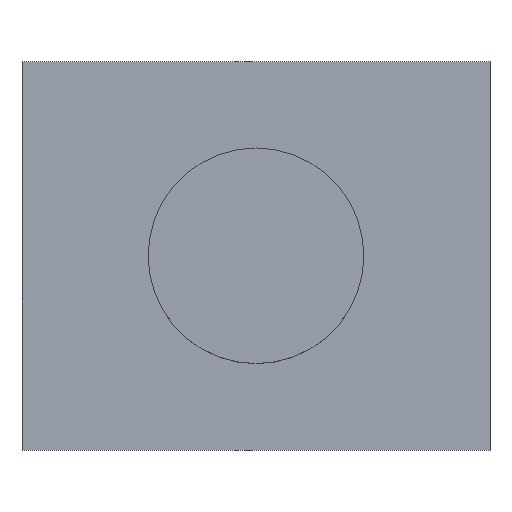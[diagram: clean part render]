
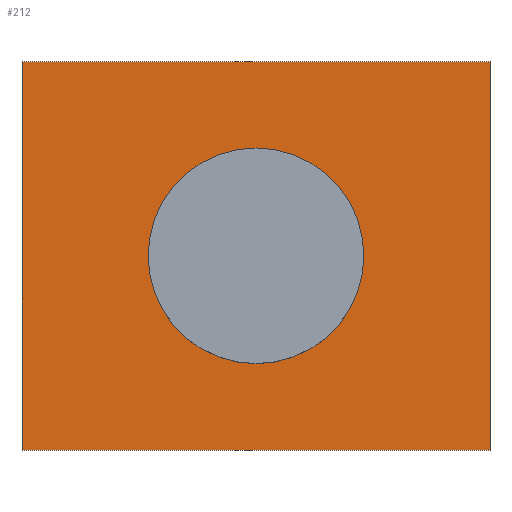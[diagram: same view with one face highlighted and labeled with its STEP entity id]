
A CAD part, top view. The second image highlights one B-rep face of the part: STEP entity #212.
In plain terms, the highlighted planar face has unit normal (0, 0, 1).
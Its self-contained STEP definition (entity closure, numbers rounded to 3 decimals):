
#88=LINE('',#1130,#150);
#93=LINE('',#1157,#155);
#94=LINE('',#1159,#156);
#95=LINE('',#1161,#157);
#150=VECTOR('',#901,1.);
#155=VECTOR('',#932,1.);
#156=VECTOR('',#933,1.);
#157=VECTOR('',#934,1.);
#212=ADVANCED_FACE('',(#286,#287),#255,.F.);
#255=PLANE('',#815);
#286=FACE_BOUND('',#324,.T.);
#287=FACE_BOUND('',#325,.T.);
#324=EDGE_LOOP('',(#411,#412,#413,#414));
#325=EDGE_LOOP('',(#415));
#411=ORIENTED_EDGE('',*,*,#662,.T.);
#412=ORIENTED_EDGE('',*,*,#663,.F.);
#413=ORIENTED_EDGE('',*,*,#664,.F.);
#414=ORIENTED_EDGE('',*,*,#649,.T.);
#415=ORIENTED_EDGE('',*,*,#661,.F.);
#581=VERTEX_POINT('',#1129);
#582=VERTEX_POINT('',#1131);
#590=VERTEX_POINT('',#1155);
#591=VERTEX_POINT('',#1158);
#592=VERTEX_POINT('',#1160);
#649=EDGE_CURVE('',#582,#581,#88,.T.);
#661=EDGE_CURVE('',#590,#590,#744,.T.);
#662=EDGE_CURVE('',#581,#591,#93,.T.);
#663=EDGE_CURVE('',#592,#591,#94,.T.);
#664=EDGE_CURVE('',#582,#592,#95,.T.);
#744=CIRCLE('',#813,29.95);
#813=AXIS2_PLACEMENT_3D('',#1154,#928,#929);
#815=AXIS2_PLACEMENT_3D('',#1162,#935,#936);
#901=DIRECTION('',(0.,1.,0.));
#928=DIRECTION('',(0.,0.,1.));
#929=DIRECTION('',(-1.,0.,0.));
#932=DIRECTION('',(-1.,0.,0.));
#933=DIRECTION('',(0.,1.,0.));
#934=DIRECTION('',(-1.,0.,0.));
#935=DIRECTION('',(0.,0.,-1.));
#936=DIRECTION('',(1.,0.,0.));
#1129=CARTESIAN_POINT('',(65.,54.,0.));
#1130=CARTESIAN_POINT('',(65.,-54.,0.));
#1131=CARTESIAN_POINT('',(65.,-54.,0.));
#1154=CARTESIAN_POINT('',(0.,0.,0.));
#1155=CARTESIAN_POINT('',(-29.95,0.,0.));
#1157=CARTESIAN_POINT('',(65.,54.,0.));
#1158=CARTESIAN_POINT('',(-65.,54.,0.));
#1159=CARTESIAN_POINT('',(-65.,-54.,0.));
#1160=CARTESIAN_POINT('',(-65.,-54.,0.));
#1161=CARTESIAN_POINT('',(65.,-54.,0.));
#1162=CARTESIAN_POINT('',(65.,-54.,0.));
